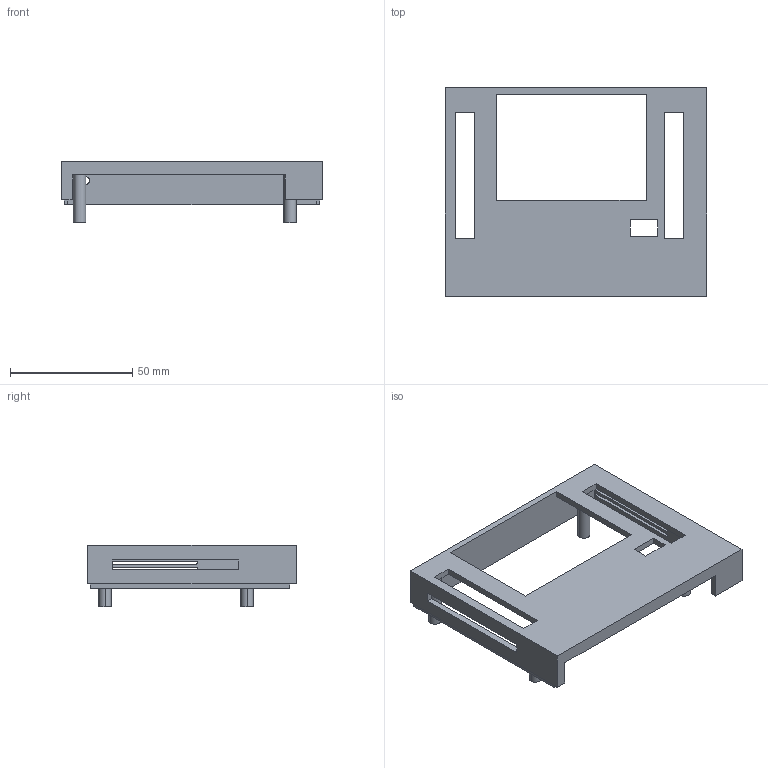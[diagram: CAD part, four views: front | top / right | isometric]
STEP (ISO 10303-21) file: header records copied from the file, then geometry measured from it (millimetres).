
FILE_DESCRIPTION (( 'STEP AP203' ), '1' );
FILE_NAME ('jnano_case_top.STEP', '2022-07-07T03:45:35', ( '' ), ( '' ), 'SwSTEP 2.0', 'SolidWorks 2020', '' );
FILE_SCHEMA (( 'CONFIG_CONTROL_DESIGN' ));
Length unit declared in the file: millimetre
Products named in the file (1): jnano_case_top
Bounding box: 106.68 x 85.09 x 25.1 mm (x, y, z)
Volume: 25672.1 mm3; surface area: 24273 mm2
Topology: 1 solids, 1 shells, 83 faces, 220 edges, 146 vertices
Faces by surface type: plane 55, cylinder 28
Entity records: 2695 total; most frequent: CARTESIAN_POINT 450, DIRECTION 444, ORIENTED_EDGE 440, EDGE_CURVE 220, LINE 164, VECTOR 164, VERTEX_POINT 146, AXIS2_PLACEMENT_3D 140
